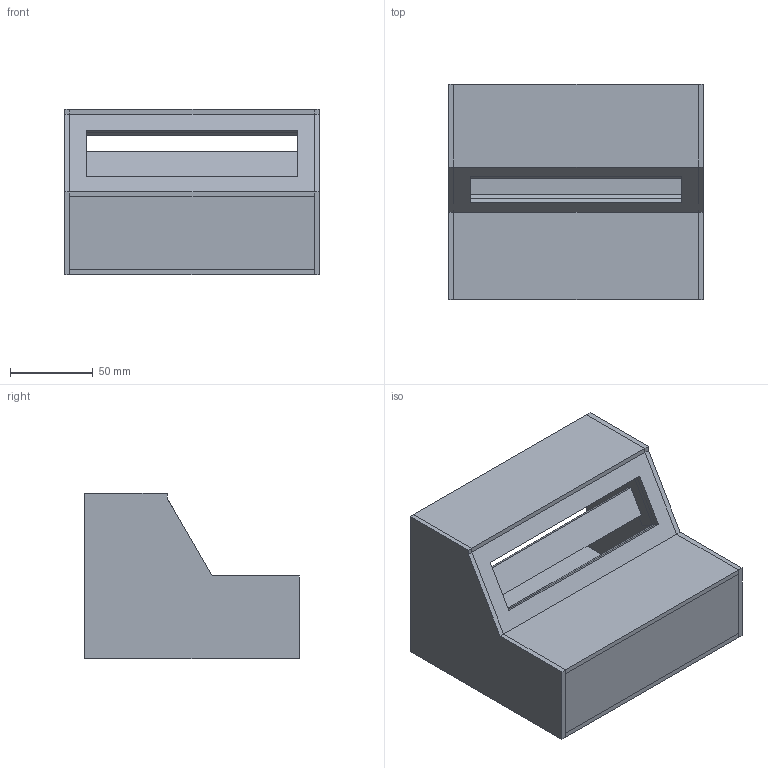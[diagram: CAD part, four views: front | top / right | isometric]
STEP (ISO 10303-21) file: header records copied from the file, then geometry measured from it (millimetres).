
FILE_DESCRIPTION(('FreeCAD Model'),'2;1');
FILE_NAME('Open CASCADE Shape Model','2023-12-06T11:49:43',('Author'),( ''),'Open CASCADE STEP processor 7.6','FreeCAD','Unknown');
FILE_SCHEMA(('AUTOMOTIVE_DESIGN { 1 0 10303 214 1 1 1 1 }'));
Length unit declared in the file: millimetre
Products named in the file (12): Part_support_led_matrix; plaque_gauche; plaque_dessus_haut; plaque_display; plaque_plat; plaque_avant; plaque_display_2; support_gauche; support_droite; support_ar; plaque_dessous; plaque_droite
Assembly tree (11 placements, depth 2):
  Part_support_led_matrix
    plaque_gauche
    plaque_dessus_haut
    plaque_display
    plaque_plat
    plaque_avant
    plaque_display_2
    support_gauche
    support_droite
    support_ar
    plaque_dessous
    plaque_droite
Bounding box: 154 x 130 x 100 mm (x, y, z)
Volume: 213202.5 mm3; surface area: 155716.3 mm2
Topology: 11 solids, 11 shells, 80 faces, 174 edges, 116 vertices
Faces by surface type: plane 80
Entity records: 2446 total; most frequent: CARTESIAN_POINT 382, DIRECTION 358, ORIENTED_EDGE 348, EDGE_CURVE 174, LINE 174, VECTOR 174, VERTEX_POINT 116, AXIS2_PLACEMENT_3D 92
